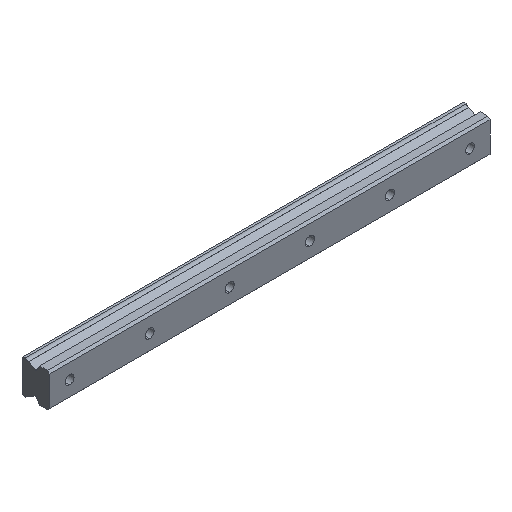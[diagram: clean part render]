
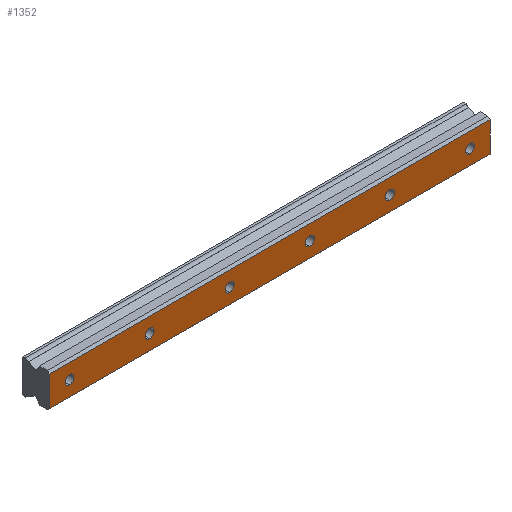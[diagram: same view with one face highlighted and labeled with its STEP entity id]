
A CAD part, isometric view. The second image highlights one B-rep face of the part: STEP entity #1352.
In plain terms, the highlighted planar face has unit normal (0, -1, 0).
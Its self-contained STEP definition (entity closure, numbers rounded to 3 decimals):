
#21 = VERTEX_POINT ( 'NONE', #206 ) ;
#33 = CARTESIAN_POINT ( 'NONE',  ( 160., 0., 0. ) ) ;
#44 = CARTESIAN_POINT ( 'NONE',  ( 80., 0., 0. ) ) ;
#58 = DIRECTION ( 'NONE',  ( 0., 0., 1. ) ) ;
#67 = CIRCLE ( 'NONE', #1819, 4.5 ) ;
#85 = CARTESIAN_POINT ( 'NONE',  ( 80., 0., -4.5 ) ) ;
#102 = AXIS2_PLACEMENT_3D ( 'NONE', #992, #1283, #1000 ) ;
#107 = ORIENTED_EDGE ( 'NONE', *, *, #785, .F. ) ;
#114 = DIRECTION ( 'NONE',  ( 0., 0., 1. ) ) ;
#117 = DIRECTION ( 'NONE',  ( 0., -1., 0. ) ) ;
#120 = CARTESIAN_POINT ( 'NONE',  ( -20., 0., -14.95 ) ) ;
#128 = LINE ( 'NONE', #1702, #706 ) ;
#130 = CIRCLE ( 'NONE', #473, 4.5 ) ;
#131 = CARTESIAN_POINT ( 'NONE',  ( 0., 0., -4.5 ) ) ;
#133 = VERTEX_POINT ( 'NONE', #1837 ) ;
#141 = CARTESIAN_POINT ( 'NONE',  ( 420., 0., -14.95 ) ) ;
#151 = EDGE_CURVE ( 'NONE', #1027, #1595, #128, .T. ) ;
#158 = EDGE_CURVE ( 'NONE', #1402, #133, #1487, .T. ) ;
#160 = CIRCLE ( 'NONE', #1317, 4.5 ) ;
#206 = CARTESIAN_POINT ( 'NONE',  ( 240., 0., -4.5 ) ) ;
#225 = CARTESIAN_POINT ( 'NONE',  ( 240., 0., 0. ) ) ;
#235 = CARTESIAN_POINT ( 'NONE',  ( 160., 0., -4.5 ) ) ;
#244 = AXIS2_PLACEMENT_3D ( 'NONE', #44, #1583, #1450 ) ;
#252 = DIRECTION ( 'NONE',  ( 0., -1., 0. ) ) ;
#274 = CIRCLE ( 'NONE', #1282, 4.5 ) ;
#289 = EDGE_CURVE ( 'NONE', #1759, #1213, #1325, .T. ) ;
#297 = ORIENTED_EDGE ( 'NONE', *, *, #1321, .F. ) ;
#309 = DIRECTION ( 'NONE',  ( 0., 1., 0. ) ) ;
#310 = EDGE_CURVE ( 'NONE', #1213, #1027, #1461, .T. ) ;
#334 = DIRECTION ( 'NONE',  ( 0., -1., 0. ) ) ;
#352 = VECTOR ( 'NONE', #1033, 1000. ) ;
#359 = AXIS2_PLACEMENT_3D ( 'NONE', #752, #309, #1025 ) ;
#363 = CARTESIAN_POINT ( 'NONE',  ( 420., 0., 14.95 ) ) ;
#382 = ORIENTED_EDGE ( 'NONE', *, *, #310, .F. ) ;
#385 = VERTEX_POINT ( 'NONE', #1293 ) ;
#449 = FACE_BOUND ( 'NONE', #533, .T. ) ;
#461 = EDGE_CURVE ( 'NONE', #1575, #1395, #274, .T. ) ;
#467 = AXIS2_PLACEMENT_3D ( 'NONE', #225, #1624, #1502 ) ;
#471 = LINE ( 'NONE', #363, #1527 ) ;
#473 = AXIS2_PLACEMENT_3D ( 'NONE', #1256, #1823, #1516 ) ;
#477 = EDGE_CURVE ( 'NONE', #21, #767, #1370, .T. ) ;
#503 = AXIS2_PLACEMENT_3D ( 'NONE', #1612, #1301, #1176 ) ;
#533 = EDGE_LOOP ( 'NONE', ( #1725, #297 ) ) ;
#556 = ORIENTED_EDGE ( 'NONE', *, *, #289, .F. ) ;
#580 = EDGE_LOOP ( 'NONE', ( #1351, #947 ) ) ;
#594 = EDGE_CURVE ( 'NONE', #385, #1610, #67, .T. ) ;
#600 = DIRECTION ( 'NONE',  ( 0., 0., 1. ) ) ;
#603 = DIRECTION ( 'NONE',  ( -1., 0., 0. ) ) ;
#632 = CARTESIAN_POINT ( 'NONE',  ( 0., 0., 0. ) ) ;
#655 = DIRECTION ( 'NONE',  ( 0., 0., 1. ) ) ;
#672 = DIRECTION ( 'NONE',  ( 0., 0., 1. ) ) ;
#675 = CARTESIAN_POINT ( 'NONE',  ( 80., 0., 4.5 ) ) ;
#685 = CIRCLE ( 'NONE', #102, 4.5 ) ;
#706 = VECTOR ( 'NONE', #1685, 1000. ) ;
#724 = CARTESIAN_POINT ( 'NONE',  ( 420., 0., 14.95 ) ) ;
#741 = CIRCLE ( 'NONE', #244, 4.5 ) ;
#752 = CARTESIAN_POINT ( 'NONE',  ( 420., 0., 14.95 ) ) ;
#759 = FACE_BOUND ( 'NONE', #1332, .T. ) ;
#767 = VERTEX_POINT ( 'NONE', #1427 ) ;
#771 = DIRECTION ( 'NONE',  ( 0., -1., 0. ) ) ;
#783 = EDGE_LOOP ( 'NONE', ( #382, #556, #1278, #1458 ) ) ;
#785 = EDGE_CURVE ( 'NONE', #1395, #1575, #741, .T. ) ;
#814 = DIRECTION ( 'NONE',  ( 0., 0., 1. ) ) ;
#865 = CIRCLE ( 'NONE', #1437, 4.5 ) ;
#936 = EDGE_CURVE ( 'NONE', #1595, #1759, #471, .T. ) ;
#947 = ORIENTED_EDGE ( 'NONE', *, *, #158, .F. ) ;
#978 = CARTESIAN_POINT ( 'NONE',  ( 240., 0., 0. ) ) ;
#992 = CARTESIAN_POINT ( 'NONE',  ( 320., 0., 0. ) ) ;
#1000 = DIRECTION ( 'NONE',  ( 0., 0., 1. ) ) ;
#1008 = CARTESIAN_POINT ( 'NONE',  ( 160., 0., 4.5 ) ) ;
#1025 = DIRECTION ( 'NONE',  ( 0., 0., 1. ) ) ;
#1027 = VERTEX_POINT ( 'NONE', #120 ) ;
#1033 = DIRECTION ( 'NONE',  ( 0., 0., -1. ) ) ;
#1035 = FACE_BOUND ( 'NONE', #1518, .T. ) ;
#1048 = DIRECTION ( 'NONE',  ( 1., 0., 0. ) ) ;
#1061 = CARTESIAN_POINT ( 'NONE',  ( 320., 0., -4.5 ) ) ;
#1070 = ORIENTED_EDGE ( 'NONE', *, *, #1439, .F. ) ;
#1075 = CARTESIAN_POINT ( 'NONE',  ( 400., 0., -4.5 ) ) ;
#1110 = CIRCLE ( 'NONE', #503, 4.5 ) ;
#1111 = EDGE_CURVE ( 'NONE', #767, #21, #160, .T. ) ;
#1121 = ORIENTED_EDGE ( 'NONE', *, *, #1111, .F. ) ;
#1152 = FACE_OUTER_BOUND ( 'NONE', #783, .T. ) ;
#1154 = VERTEX_POINT ( 'NONE', #1008 ) ;
#1162 = CARTESIAN_POINT ( 'NONE',  ( 160., 0., 0. ) ) ;
#1171 = FACE_BOUND ( 'NONE', #1694, .T. ) ;
#1176 = DIRECTION ( 'NONE',  ( 0., 0., 1. ) ) ;
#1183 = DIRECTION ( 'NONE',  ( 0., -1., 0. ) ) ;
#1195 = CARTESIAN_POINT ( 'NONE',  ( 320., 0., 4.5 ) ) ;
#1199 = EDGE_CURVE ( 'NONE', #1470, #1777, #130, .T. ) ;
#1213 = VERTEX_POINT ( 'NONE', #141 ) ;
#1247 = EDGE_CURVE ( 'NONE', #1777, #1470, #685, .T. ) ;
#1248 = CARTESIAN_POINT ( 'NONE',  ( 0., 0., 0. ) ) ;
#1256 = CARTESIAN_POINT ( 'NONE',  ( 320., 0., 0. ) ) ;
#1274 = ORIENTED_EDGE ( 'NONE', *, *, #594, .F. ) ;
#1277 = DIRECTION ( 'NONE',  ( 0., -1., 0. ) ) ;
#1278 = ORIENTED_EDGE ( 'NONE', *, *, #936, .F. ) ;
#1282 = AXIS2_PLACEMENT_3D ( 'NONE', #1778, #1632, #655 ) ;
#1283 = DIRECTION ( 'NONE',  ( 0., -1., 0. ) ) ;
#1291 = CIRCLE ( 'NONE', #1710, 4.5 ) ;
#1293 = CARTESIAN_POINT ( 'NONE',  ( 0., 0., 4.5 ) ) ;
#1301 = DIRECTION ( 'NONE',  ( 0., -1., 0. ) ) ;
#1315 = CARTESIAN_POINT ( 'NONE',  ( 420., 0., -14.95 ) ) ;
#1317 = AXIS2_PLACEMENT_3D ( 'NONE', #978, #252, #814 ) ;
#1321 = EDGE_CURVE ( 'NONE', #1829, #1154, #1291, .T. ) ;
#1325 = LINE ( 'NONE', #1452, #352 ) ;
#1332 = EDGE_LOOP ( 'NONE', ( #1274, #1070 ) ) ;
#1336 = EDGE_CURVE ( 'NONE', #1154, #1829, #865, .T. ) ;
#1337 = DIRECTION ( 'NONE',  ( 0., 0., 1. ) ) ;
#1351 = ORIENTED_EDGE ( 'NONE', *, *, #1655, .F. ) ;
#1352 = ADVANCED_FACE ( 'NONE', ( #1152, #759, #1736, #1035, #1593, #449, #1171 ), #1614, .F. ) ;
#1370 = CIRCLE ( 'NONE', #467, 4.5 ) ;
#1394 = CARTESIAN_POINT ( 'NONE',  ( 400., 0., 0. ) ) ;
#1395 = VERTEX_POINT ( 'NONE', #85 ) ;
#1402 = VERTEX_POINT ( 'NONE', #1075 ) ;
#1427 = CARTESIAN_POINT ( 'NONE',  ( 240., 0., 4.5 ) ) ;
#1437 = AXIS2_PLACEMENT_3D ( 'NONE', #1162, #334, #600 ) ;
#1439 = EDGE_CURVE ( 'NONE', #1610, #385, #1712, .T. ) ;
#1450 = DIRECTION ( 'NONE',  ( 0., 0., 1. ) ) ;
#1452 = CARTESIAN_POINT ( 'NONE',  ( 420., 0., 14.95 ) ) ;
#1458 = ORIENTED_EDGE ( 'NONE', *, *, #151, .F. ) ;
#1461 = LINE ( 'NONE', #1315, #1587 ) ;
#1470 = VERTEX_POINT ( 'NONE', #1195 ) ;
#1487 = CIRCLE ( 'NONE', #1671, 4.5 ) ;
#1502 = DIRECTION ( 'NONE',  ( 0., 0., 1. ) ) ;
#1516 = DIRECTION ( 'NONE',  ( 0., 0., 1. ) ) ;
#1518 = EDGE_LOOP ( 'NONE', ( #1526, #1642 ) ) ;
#1526 = ORIENTED_EDGE ( 'NONE', *, *, #1199, .F. ) ;
#1527 = VECTOR ( 'NONE', #1048, 1000. ) ;
#1533 = AXIS2_PLACEMENT_3D ( 'NONE', #632, #771, #1337 ) ;
#1575 = VERTEX_POINT ( 'NONE', #675 ) ;
#1583 = DIRECTION ( 'NONE',  ( 0., -1., 0. ) ) ;
#1587 = VECTOR ( 'NONE', #603, 1000. ) ;
#1593 = FACE_BOUND ( 'NONE', #1633, .T. ) ;
#1595 = VERTEX_POINT ( 'NONE', #1718 ) ;
#1610 = VERTEX_POINT ( 'NONE', #131 ) ;
#1612 = CARTESIAN_POINT ( 'NONE',  ( 400., 0., 0. ) ) ;
#1614 = PLANE ( 'NONE',  #359 ) ;
#1624 = DIRECTION ( 'NONE',  ( 0., -1., 0. ) ) ;
#1632 = DIRECTION ( 'NONE',  ( 0., -1., 0. ) ) ;
#1633 = EDGE_LOOP ( 'NONE', ( #1121, #1789 ) ) ;
#1642 = ORIENTED_EDGE ( 'NONE', *, *, #1247, .F. ) ;
#1655 = EDGE_CURVE ( 'NONE', #133, #1402, #1110, .T. ) ;
#1671 = AXIS2_PLACEMENT_3D ( 'NONE', #1394, #117, #672 ) ;
#1685 = DIRECTION ( 'NONE',  ( 0., 0., 1. ) ) ;
#1694 = EDGE_LOOP ( 'NONE', ( #1769, #107 ) ) ;
#1702 = CARTESIAN_POINT ( 'NONE',  ( -20., 0., 14.95 ) ) ;
#1710 = AXIS2_PLACEMENT_3D ( 'NONE', #33, #1183, #58 ) ;
#1712 = CIRCLE ( 'NONE', #1533, 4.5 ) ;
#1718 = CARTESIAN_POINT ( 'NONE',  ( -20., 0., 14.95 ) ) ;
#1725 = ORIENTED_EDGE ( 'NONE', *, *, #1336, .F. ) ;
#1736 = FACE_BOUND ( 'NONE', #580, .T. ) ;
#1759 = VERTEX_POINT ( 'NONE', #724 ) ;
#1769 = ORIENTED_EDGE ( 'NONE', *, *, #461, .F. ) ;
#1777 = VERTEX_POINT ( 'NONE', #1061 ) ;
#1778 = CARTESIAN_POINT ( 'NONE',  ( 80., 0., 0. ) ) ;
#1789 = ORIENTED_EDGE ( 'NONE', *, *, #477, .F. ) ;
#1819 = AXIS2_PLACEMENT_3D ( 'NONE', #1248, #1277, #114 ) ;
#1823 = DIRECTION ( 'NONE',  ( 0., -1., 0. ) ) ;
#1829 = VERTEX_POINT ( 'NONE', #235 ) ;
#1837 = CARTESIAN_POINT ( 'NONE',  ( 400., 0., 4.5 ) ) ;
